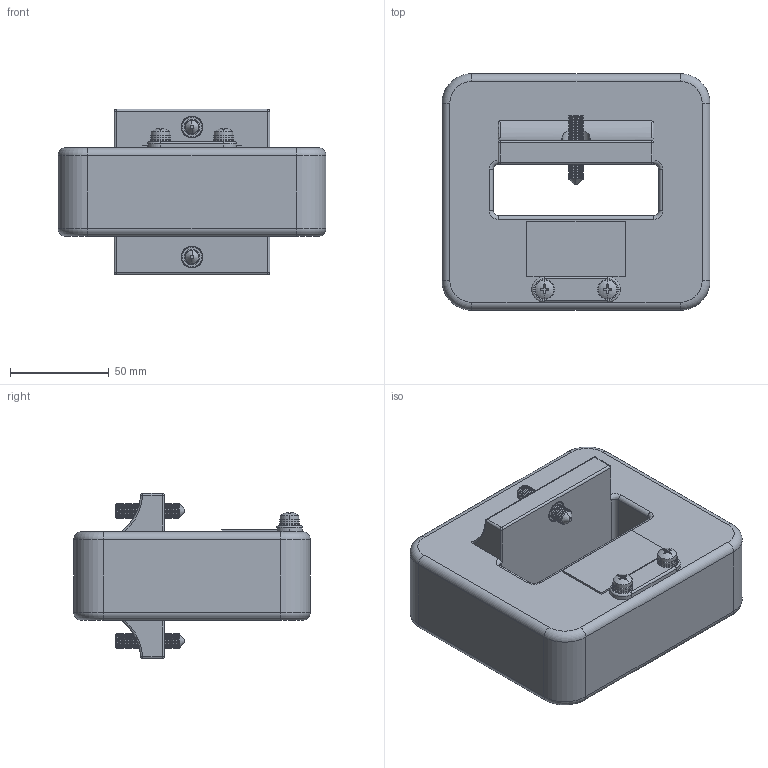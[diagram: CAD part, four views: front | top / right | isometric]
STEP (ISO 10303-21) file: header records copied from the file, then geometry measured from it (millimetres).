
FILE_DESCRIPTION (( 'STEP AP203' ), '1' );
FILE_NAME ('LMZJ1-0.66-750-800组装图.STEP', '2024-01-11T02:26:39', ( '微软用户' ), ( '微软中国' ), 'SwSTEP 2.0', 'SolidWorks 2019', '' );
FILE_SCHEMA (( 'CONFIG_CONTROL_DESIGN' ));
Length unit declared in the file: millimetre
Products named in the file (7): plain washer form a_bsi_Bright washer BS 4320 - M5 (Form A); cross recessed pan head screws gb_GB_CROSS_SCREWS_TYPE1 M5X8-8  H type-S; LMZJ1-0.66-750-800郪蚾芞; 肣И璃8x12-籵謂; LMZJ1-0.66-750-800; 肣И璃5x8; slotted set screws with cone point gb_GB_FASTENER_SCREWS_NCB M8X35-S
Assembly tree (13 placements, depth 2):
  LMZJ1-0.66-750-800郪蚾芞
    LMZJ1-0.66-750-800
    肣И璃8x12-籵謂  x2
    slotted set screws with cone point gb_GB_FASTENER_SCREWS_NCB M8X35-S  x2
    肣И璃5x8  x2
    plain washer form a_bsi_Bright washer BS 4320 - M5 (Form A)  x4
    cross recessed pan head screws gb_GB_CROSS_SCREWS_TYPE1 M5X8-8  H type-S  x2
Bounding box: 136 x 120 x 84 mm (x, y, z)
Volume: 675934.6 mm3; surface area: 72008.3 mm2
Topology: 13 solids, 13 shells, 1860 faces, 4776 edges, 2950 vertices
Faces by surface type: cylinder 824, plane 549, cone 448, torus 27, sphere 12
Entity records: 30926 total; most frequent: DIRECTION 5513, CARTESIAN_POINT 5401, ORIENTED_EDGE 5040, EDGE_CURVE 2520, AXIS2_PLACEMENT_3D 2045, VERTEX_POINT 1555, VECTOR 1423, LINE 1423
